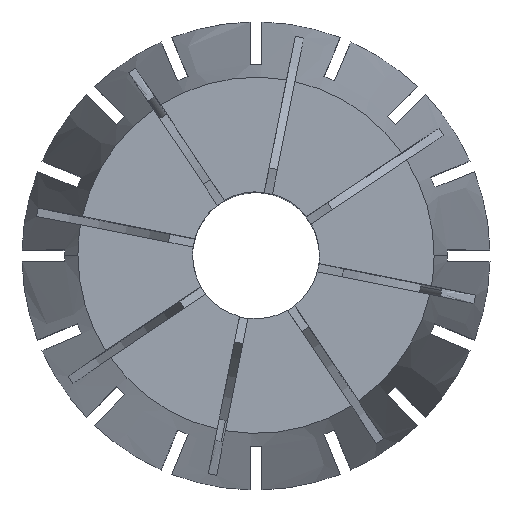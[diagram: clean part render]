
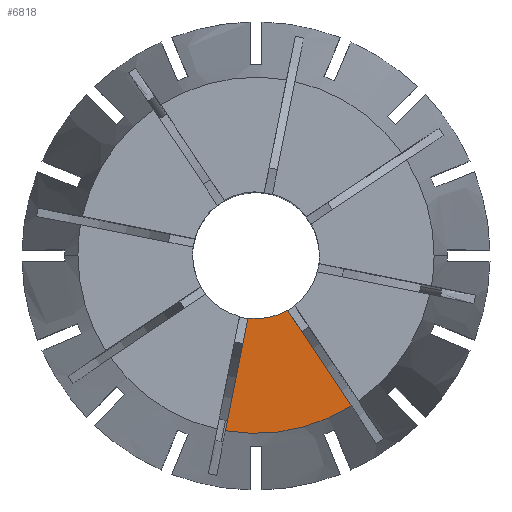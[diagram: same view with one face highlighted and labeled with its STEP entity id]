
A CAD part, top view. The second image highlights one B-rep face of the part: STEP entity #6818.
In plain terms, the highlighted planar face has unit normal (0, 0, 1).
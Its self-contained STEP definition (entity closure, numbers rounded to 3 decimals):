
#21 = EDGE_CURVE ( 'NONE', #4456, #1270, #981, .T. ) ;
#481 = CARTESIAN_POINT ( 'NONE',  ( -0.714, -5.51, 0. ) ) ;
#487 = CARTESIAN_POINT ( 'NONE',  ( -2.674, -15.365, 0. ) ) ;
#981 = CIRCLE ( 'NONE', #7238, 5.556 ) ;
#1270 = VERTEX_POINT ( 'NONE', #6522 ) ;
#1311 = EDGE_CURVE ( 'NONE', #3603, #1270, #2221, .T. ) ;
#1411 = CIRCLE ( 'NONE', #3079, 15.595 ) ;
#1453 = CARTESIAN_POINT ( 'NONE',  ( 0., 0., 0. ) ) ;
#1718 = CARTESIAN_POINT ( 'NONE',  ( 0.368, -0.073, 0. ) ) ;
#1860 = VECTOR ( 'NONE', #5449, 1000. ) ;
#1991 = ORIENTED_EDGE ( 'NONE', *, *, #1311, .T. ) ;
#2065 = EDGE_LOOP ( 'NONE', ( #1991, #4288, #3343, #5716 ) ) ;
#2221 = LINE ( 'NONE', #5522, #1860 ) ;
#2738 = DIRECTION ( 'NONE',  ( 1., 0., 0. ) ) ;
#3079 = AXIS2_PLACEMENT_3D ( 'NONE', #7270, #6089, #2738 ) ;
#3120 = FACE_OUTER_BOUND ( 'NONE', #2065, .T. ) ;
#3343 = ORIENTED_EDGE ( 'NONE', *, *, #5599, .T. ) ;
#3603 = VERTEX_POINT ( 'NONE', #5223 ) ;
#3748 = PLANE ( 'NONE',  #4166 ) ;
#4076 = DIRECTION ( 'NONE',  ( 0., 0., 1. ) ) ;
#4166 = AXIS2_PLACEMENT_3D ( 'NONE', #1453, #5527, #6079 ) ;
#4288 = ORIENTED_EDGE ( 'NONE', *, *, #21, .F. ) ;
#4456 = VERTEX_POINT ( 'NONE', #481 ) ;
#4611 = DIRECTION ( 'NONE',  ( -0.195, -0.981, 0. ) ) ;
#4634 = CARTESIAN_POINT ( 'NONE',  ( 0., 0., 0. ) ) ;
#4676 = DIRECTION ( 'NONE',  ( 1., 0., 0. ) ) ;
#4952 = LINE ( 'NONE', #1718, #5405 ) ;
#5223 = CARTESIAN_POINT ( 'NONE',  ( 8.35, -13.172, 0. ) ) ;
#5291 = EDGE_CURVE ( 'NONE', #6636, #3603, #1411, .T. ) ;
#5405 = VECTOR ( 'NONE', #4611, 1000. ) ;
#5449 = DIRECTION ( 'NONE',  ( -0.556, 0.831, 0. ) ) ;
#5522 = CARTESIAN_POINT ( 'NONE',  ( -0.312, -0.208, 0. ) ) ;
#5527 = DIRECTION ( 'NONE',  ( 0., 0., -1. ) ) ;
#5599 = EDGE_CURVE ( 'NONE', #4456, #6636, #4952, .T. ) ;
#5716 = ORIENTED_EDGE ( 'NONE', *, *, #5291, .T. ) ;
#6079 = DIRECTION ( 'NONE',  ( -1., 0., 0. ) ) ;
#6089 = DIRECTION ( 'NONE',  ( 0., 0., 1. ) ) ;
#6522 = CARTESIAN_POINT ( 'NONE',  ( 2.768, -4.818, 0. ) ) ;
#6636 = VERTEX_POINT ( 'NONE', #487 ) ;
#6818 = ADVANCED_FACE ( 'NONE', ( #3120 ), #3748, .F. ) ;
#7238 = AXIS2_PLACEMENT_3D ( 'NONE', #4634, #4076, #4676 ) ;
#7270 = CARTESIAN_POINT ( 'NONE',  ( 0., 0., 0. ) ) ;
